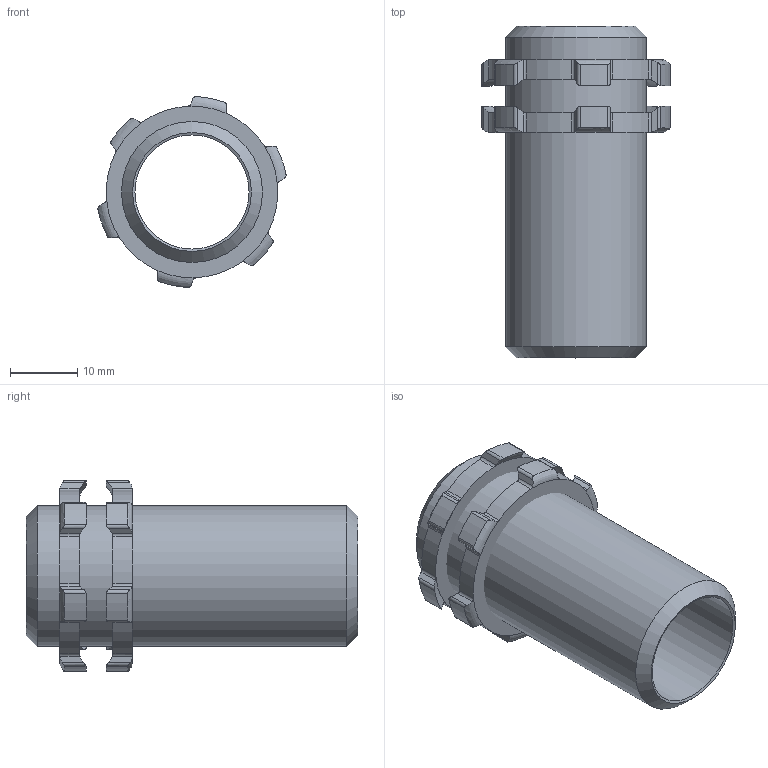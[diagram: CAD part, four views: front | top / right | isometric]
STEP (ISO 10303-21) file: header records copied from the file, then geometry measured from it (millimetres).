
FILE_DESCRIPTION(/* description */ (''),/* implementation_level */ '2;1');
FILE_NAME(/* name */ '',/* time_stamp */ '2025-06-20T11:35:54+07:00',/* author */ ('zeta-72'),/* organization */ (''),/* preprocessor_version */ 'ST-DEVELOPER v19.2',/* originating_system */ 'Autodesk Inventor 2024',/* authorisation */ '');
FILE_SCHEMA (('AUTOMOTIVE_DESIGN { 1 0 10303 214 3 1 1 }'));
Length unit declared in the file: millimetre
Products named in the file (3): Патрубок У47
5; Патрубок вводный 
У475 (zeta41110); NS-G1(2
Assembly tree (3 placements, depth 2):
  Патрубок У47
5
    Патрубок вводный 
У475 (zeta41110)
    NS-G1(2  x2
Bounding box: 27.95 x 49.29 x 28.37 mm (x, y, z)
Volume: 7174.2 mm3; surface area: 7925.3 mm2
Topology: 3 solids, 3 shells, 132 faces, 330 edges, 202 vertices
Faces by surface type: cylinder 76, plane 28, torus 24, cone 4
Full cylindrical faces by diameter (mm): 16.955 x1, 19.7 x2, 20.955 x1
Entity records: 2581 total; most frequent: CARTESIAN_POINT 934, ORIENTED_EDGE 342, DIRECTION 293, EDGE_CURVE 171, AXIS2_PLACEMENT_3D 119, VERTEX_POINT 104, B_SPLINE_CURVE_WITH_KNOTS 72, EDGE_LOOP 71
